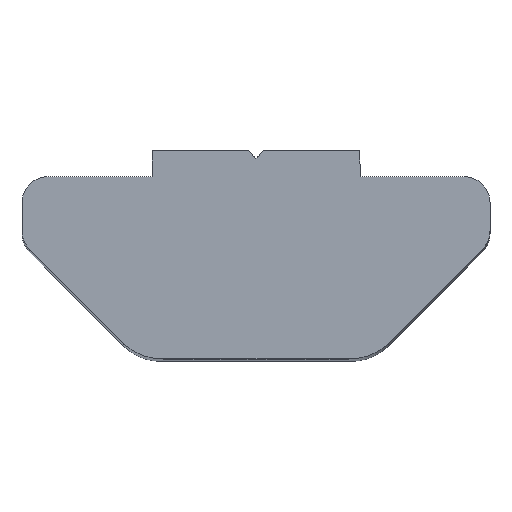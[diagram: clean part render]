
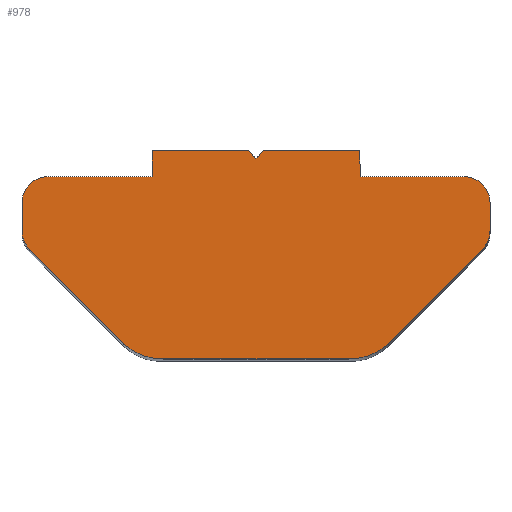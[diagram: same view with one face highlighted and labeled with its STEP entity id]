
A CAD part, top view. The second image highlights one B-rep face of the part: STEP entity #978.
In plain terms, the highlighted planar face has unit normal (0, 0, 1).
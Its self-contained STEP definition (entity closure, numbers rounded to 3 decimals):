
#238=CARTESIAN_POINT('',(0.3,1.796,30.0));
#239=VERTEX_POINT('',#238);
#246=CARTESIAN_POINT('',(4.,1.796,30.0));
#247=VERTEX_POINT('',#246);
#248=CARTESIAN_POINT('',(0.3,1.796,30.0));
#249=DIRECTION('',(1.0,0.0,0.0));
#250=VECTOR('',#249,3.7);
#251=LINE('',#248,#250);
#252=EDGE_CURVE('',#239,#247,#251,.T.);
#316=CARTESIAN_POINT('',(0.,1.496,30.0));
#317=VERTEX_POINT('',#316);
#324=CARTESIAN_POINT('',(0.,1.496,30.0));
#325=DIRECTION('',(0.707,0.707,0.0));
#326=VECTOR('',#325,0.424);
#327=LINE('',#324,#326);
#328=EDGE_CURVE('',#317,#239,#327,.T.);
#381=CARTESIAN_POINT('',(-0.3,1.796,30.0));
#382=VERTEX_POINT('',#381);
#389=CARTESIAN_POINT('',(-0.3,1.796,30.0));
#390=DIRECTION('',(0.707,-0.707,0.0));
#391=VECTOR('',#390,0.424);
#392=LINE('',#389,#391);
#393=EDGE_CURVE('',#382,#317,#392,.T.);
#564=CARTESIAN_POINT('',(4.,0.796,30.0));
#565=VERTEX_POINT('',#564);
#566=CARTESIAN_POINT('',(4.,1.796,30.0));
#567=DIRECTION('',(0.0,-1.0,0.0));
#568=VECTOR('',#567,1.);
#569=LINE('',#566,#568);
#570=EDGE_CURVE('',#247,#565,#569,.T.);
#588=CARTESIAN_POINT('',(8.0,0.796,30.0));
#589=VERTEX_POINT('',#588);
#590=CARTESIAN_POINT('',(4.,0.796,30.0));
#591=DIRECTION('',(1.0,0.0,0.0));
#592=VECTOR('',#591,4.0);
#593=LINE('',#590,#592);
#594=EDGE_CURVE('',#565,#589,#593,.T.);
#612=CARTESIAN_POINT('',(9.0,-0.204,30.0));
#613=VERTEX_POINT('',#612);
#614=CARTESIAN_POINT('',(8.,-0.204,30.0));
#615=DIRECTION('',(0.0,0.0,-1.0));
#616=DIRECTION('',(-1.0,0.0,0.0));
#617=AXIS2_PLACEMENT_3D('',#614,#615,#616);
#618=CIRCLE('',#617,1.);
#619=EDGE_CURVE('',#589,#613,#618,.T.);
#637=CARTESIAN_POINT('',(9.,-1.289,30.0));
#638=VERTEX_POINT('',#637);
#639=CARTESIAN_POINT('',(9.0,-0.204,30.0));
#640=DIRECTION('',(0.0,-1.0,0.0));
#641=VECTOR('',#640,1.086);
#642=LINE('',#639,#641);
#643=EDGE_CURVE('',#613,#638,#642,.T.);
#661=CARTESIAN_POINT('',(8.707,-1.997,30.0));
#662=VERTEX_POINT('',#661);
#663=CARTESIAN_POINT('',(8.,-1.289,30.0));
#664=DIRECTION('',(0.0,0.0,-1.0));
#665=DIRECTION('',(-0.707,0.707,0.0));
#666=AXIS2_PLACEMENT_3D('',#663,#664,#665);
#667=CIRCLE('',#666,1.);
#668=EDGE_CURVE('',#638,#662,#667,.T.);
#686=CARTESIAN_POINT('',(5.086,-5.618,30.0));
#687=VERTEX_POINT('',#686);
#688=CARTESIAN_POINT('',(8.707,-1.997,30.0));
#689=DIRECTION('',(-0.707,-0.707,0.0));
#690=VECTOR('',#689,5.121);
#691=LINE('',#688,#690);
#692=EDGE_CURVE('',#662,#687,#691,.T.);
#710=CARTESIAN_POINT('',(3.672,-6.204,30.0));
#711=VERTEX_POINT('',#710);
#712=CARTESIAN_POINT('',(3.672,-4.204,30.0));
#713=DIRECTION('',(0.0,0.0,-1.0));
#714=DIRECTION('',(0.0,1.0,0.0));
#715=AXIS2_PLACEMENT_3D('',#712,#713,#714);
#716=CIRCLE('',#715,2.);
#717=EDGE_CURVE('',#687,#711,#716,.T.);
#735=CARTESIAN_POINT('',(-3.672,-6.204,30.0));
#736=VERTEX_POINT('',#735);
#737=CARTESIAN_POINT('',(3.672,-6.204,30.0));
#738=DIRECTION('',(-1.0,0.0,0.0));
#739=VECTOR('',#738,7.343);
#740=LINE('',#737,#739);
#741=EDGE_CURVE('',#711,#736,#740,.T.);
#765=CARTESIAN_POINT('',(-5.086,-5.618,30.0));
#766=VERTEX_POINT('',#765);
#767=CARTESIAN_POINT('',(-3.672,-4.204,30.0));
#768=DIRECTION('',(0.0,0.0,-1.0));
#769=DIRECTION('',(0.707,0.707,0.0));
#770=AXIS2_PLACEMENT_3D('',#767,#768,#769);
#771=CIRCLE('',#770,2.);
#772=EDGE_CURVE('',#736,#766,#771,.T.);
#790=CARTESIAN_POINT('',(-8.707,-1.997,30.0));
#791=VERTEX_POINT('',#790);
#792=CARTESIAN_POINT('',(-5.086,-5.618,30.0));
#793=DIRECTION('',(-0.707,0.707,0.0));
#794=VECTOR('',#793,5.121);
#795=LINE('',#792,#794);
#796=EDGE_CURVE('',#766,#791,#795,.T.);
#814=CARTESIAN_POINT('',(-9.0,-1.289,30.0));
#815=VERTEX_POINT('',#814);
#816=CARTESIAN_POINT('',(-8.,-1.289,30.0));
#817=DIRECTION('',(0.0,0.0,-1.0));
#818=DIRECTION('',(1.0,0.0,0.0));
#819=AXIS2_PLACEMENT_3D('',#816,#817,#818);
#820=CIRCLE('',#819,1.);
#821=EDGE_CURVE('',#791,#815,#820,.T.);
#839=CARTESIAN_POINT('',(-9.0,-0.204,30.0));
#840=VERTEX_POINT('',#839);
#841=CARTESIAN_POINT('',(-9.0,-1.289,30.0));
#842=DIRECTION('',(0.0,1.0,0.0));
#843=VECTOR('',#842,1.086);
#844=LINE('',#841,#843);
#845=EDGE_CURVE('',#815,#840,#844,.T.);
#863=CARTESIAN_POINT('',(-8.0,0.796,30.0));
#864=VERTEX_POINT('',#863);
#865=CARTESIAN_POINT('',(-8.,-0.204,30.0));
#866=DIRECTION('',(0.0,0.0,-1.0));
#867=DIRECTION('',(0.0,-1.0,0.0));
#868=AXIS2_PLACEMENT_3D('',#865,#866,#867);
#869=CIRCLE('',#868,1.);
#870=EDGE_CURVE('',#840,#864,#869,.T.);
#888=CARTESIAN_POINT('',(-4.,0.796,30.0));
#889=VERTEX_POINT('',#888);
#890=CARTESIAN_POINT('',(-8.0,0.796,30.0));
#891=DIRECTION('',(1.0,0.0,0.0));
#892=VECTOR('',#891,4.);
#893=LINE('',#890,#892);
#894=EDGE_CURVE('',#864,#889,#893,.T.);
#912=CARTESIAN_POINT('',(-4.,1.796,30.0));
#913=VERTEX_POINT('',#912);
#914=CARTESIAN_POINT('',(-4.,0.796,30.0));
#915=DIRECTION('',(0.0,1.0,0.0));
#916=VECTOR('',#915,1.0);
#917=LINE('',#914,#916);
#918=EDGE_CURVE('',#889,#913,#917,.T.);
#942=CARTESIAN_POINT('',(-4.,1.796,30.0));
#943=DIRECTION('',(1.0,0.0,0.0));
#944=VECTOR('',#943,3.7);
#945=LINE('',#942,#944);
#946=EDGE_CURVE('',#913,#382,#945,.T.);
#952=CARTESIAN_POINT('',(0.,-1.802,30.0));
#953=DIRECTION('',(0.0,0.0,1.0));
#954=DIRECTION('',(1.0,0.0,0.0));
#955=AXIS2_PLACEMENT_3D('',#952,#953,#954);
#956=PLANE('',#955);
#957=ORIENTED_EDGE('',*,*,#393,.F.);
#958=ORIENTED_EDGE('',*,*,#946,.F.);
#959=ORIENTED_EDGE('',*,*,#918,.F.);
#960=ORIENTED_EDGE('',*,*,#894,.F.);
#961=ORIENTED_EDGE('',*,*,#870,.F.);
#962=ORIENTED_EDGE('',*,*,#845,.F.);
#963=ORIENTED_EDGE('',*,*,#821,.F.);
#964=ORIENTED_EDGE('',*,*,#796,.F.);
#965=ORIENTED_EDGE('',*,*,#772,.F.);
#966=ORIENTED_EDGE('',*,*,#741,.F.);
#967=ORIENTED_EDGE('',*,*,#717,.F.);
#968=ORIENTED_EDGE('',*,*,#692,.F.);
#969=ORIENTED_EDGE('',*,*,#668,.F.);
#970=ORIENTED_EDGE('',*,*,#643,.F.);
#971=ORIENTED_EDGE('',*,*,#619,.F.);
#972=ORIENTED_EDGE('',*,*,#594,.F.);
#973=ORIENTED_EDGE('',*,*,#570,.F.);
#974=ORIENTED_EDGE('',*,*,#252,.F.);
#975=ORIENTED_EDGE('',*,*,#328,.F.);
#976=EDGE_LOOP('',(#957,#958,#959,#960,#961,#962,#963,#964,#965,#966,#967,#968,#969,#970,#971,#972,#973,#974,#975));
#977=FACE_OUTER_BOUND('',#976,.T.);
#978=ADVANCED_FACE('',(#977),#956,.T.);
